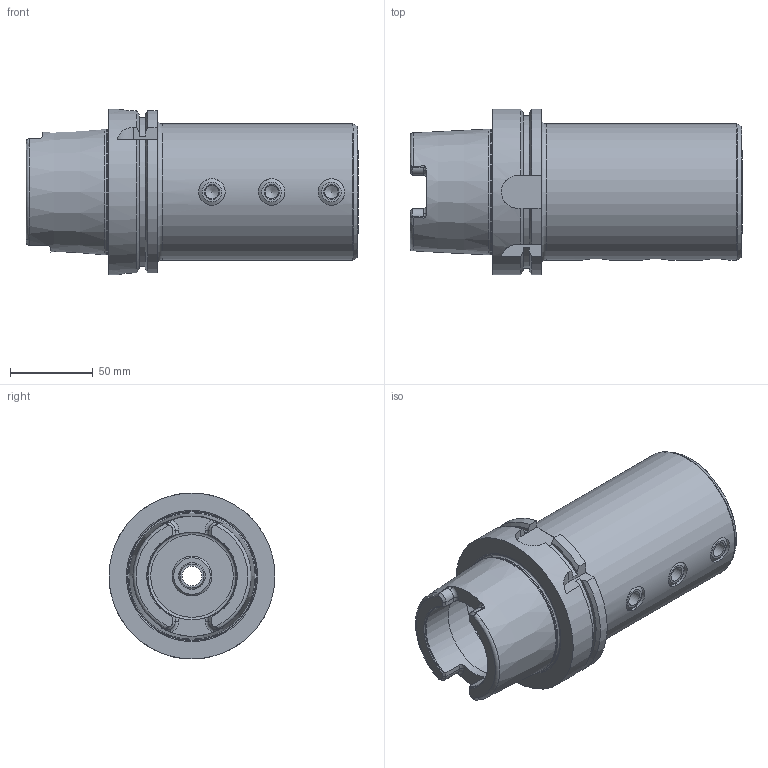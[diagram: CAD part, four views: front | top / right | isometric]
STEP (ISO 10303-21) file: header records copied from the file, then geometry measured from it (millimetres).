
FILE_DESCRIPTION((''),'2;1');
FILE_NAME('591077040150-3D.stp','2021-10-05T14:40:45',('nttooll'),(''),'Autodesk Inventor 2012','Autodesk Inventor 2012','');
FILE_SCHEMA(('AUTOMOTIVE_DESIGN { 1 0 10303 214 1 1 1 1 }'));
Length unit declared in the file: millimetre
Products named in the file (1): 591077040150-3D
Bounding box: 200 x 100 x 100 mm (x, y, z)
Volume: 750479.3 mm3; surface area: 100364.9 mm2
Topology: 1 solids, 1 shells, 156 faces, 371 edges, 228 vertices
Faces by surface type: plane 50, cylinder 49, cone 36, torus 21
Full cylindrical faces by diameter (mm): 8 x3, 9.238 x3, 12 x4, 15.3 x1, 16 x7, 24 x1, 40 x1, 40.4 x1, 53 x1, 53.8 x1, 63 x1, 75.3 x1, 82 x1, 100 x1
Entity records: 4447 total; most frequent: CARTESIAN_POINT 1150, DIRECTION 705, ORIENTED_EDGE 596, AXIS2_PLACEMENT_3D 304, EDGE_CURVE 298, EDGE_LOOP 229, VERTEX_POINT 215, FACE_OUTER_BOUND 156
